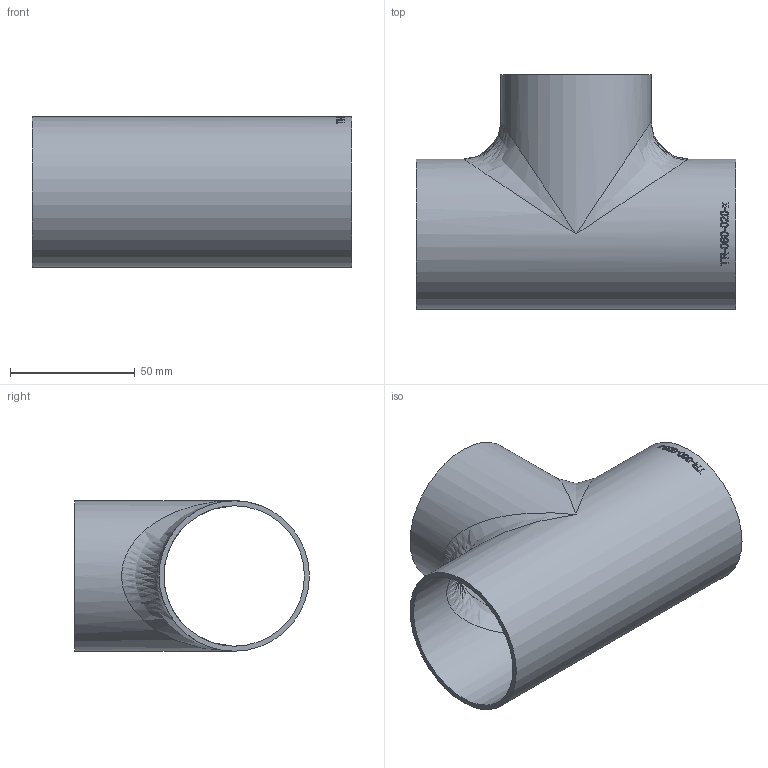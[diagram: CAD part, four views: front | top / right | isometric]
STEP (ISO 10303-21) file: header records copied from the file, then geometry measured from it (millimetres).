
FILE_DESCRIPTION (( 'STEP AP214' ), '1' );
FILE_NAME ('TR-060-020-x T-Stück Ø60,3x2,0 BL128 1909.STEP', '2019-09-30T07:48:15', ( '' ), ( '' ), 'SwSTEP 2.0', 'SolidWorks 2016', '' );
FILE_SCHEMA (( 'AUTOMOTIVE_DESIGN' ));
Length unit declared in the file: millimetre
Products named in the file (1): TR-060-020-x T-Stück Ø60,3x2,0 BL128 1909
Bounding box: 128 x 94.15 x 60.3 mm (x, y, z)
Volume: 56022.5 mm3; surface area: 57141.4 mm2
Topology: 1 solids, 1 shells, 166 faces, 430 edges, 284 vertices
Faces by surface type: bspline 103, plane 39, cylinder 22, torus 2
Full cylindrical faces by diameter (mm): 56.3 x2, 60.3 x2
Entity records: 20112 total; most frequent: CARTESIAN_POINT 15423, ORIENTED_EDGE 842, EDGE_CURVE 421, DIRECTION 320, B_SPLINE_CURVE_WITH_KNOTS 289, VERTEX_POINT 280, EDGE_LOOP 193, FACE_OUTER_BOUND 170
